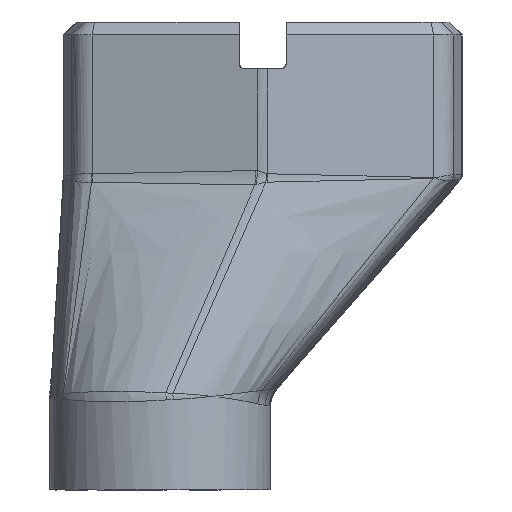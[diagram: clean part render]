
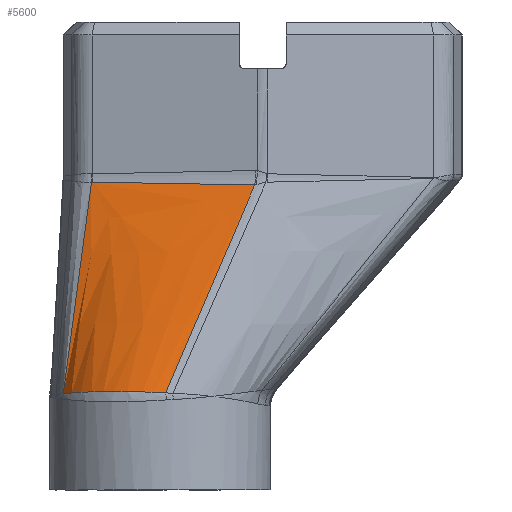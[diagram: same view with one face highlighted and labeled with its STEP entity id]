
A CAD part, left-side view. The second image highlights one B-rep face of the part: STEP entity #5600.
In plain terms, the highlighted free-form (B-spline) face has degree [3, 3] with [10, 4] control points.
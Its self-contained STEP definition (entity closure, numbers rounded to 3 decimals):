
#4082 = EDGE_CURVE('',#4083,#4085,#4087,.T.);
#4083 = VERTEX_POINT('',#4084);
#4084 = CARTESIAN_POINT('',(-59.33,1.339,
    -14.315));
#4085 = VERTEX_POINT('',#4086);
#4086 = CARTESIAN_POINT('',(-53.702,28.737,
    -13.84));
#4087 = B_SPLINE_CURVE_WITH_KNOTS('',3,(#4088,#4089,#4090,#4091,#4092,
    #4093,#4094,#4095,#4096,#4097,#4098,#4099),.UNSPECIFIED.,.F.,.F.,(4,
    1,1,1,1,1,1,1,1,4),(-3.204,-3.09,-2.976,
    -2.747,-2.289,-1.831,-0.916,
    -0.458,-0.229,0.),.UNSPECIFIED.);
#4088 = CARTESIAN_POINT('',(-59.33,1.339,
    -14.315));
#4089 = CARTESIAN_POINT('',(-59.268,1.674,
    -14.317));
#4090 = CARTESIAN_POINT('',(-59.149,2.322,
    -14.328));
#4091 = CARTESIAN_POINT('',(-58.905,3.631,
    -14.341));
#4092 = CARTESIAN_POINT('',(-58.475,5.913,
    -14.36));
#4093 = CARTESIAN_POINT('',(-57.842,9.174,
    -14.364));
#4094 = CARTESIAN_POINT('',(-56.793,14.382,
    -14.327));
#4095 = CARTESIAN_POINT('',(-55.689,19.589,
    -14.218));
#4096 = CARTESIAN_POINT('',(-54.697,24.148,
    -14.051));
#4097 = CARTESIAN_POINT('',(-54.128,26.765,
    -13.936));
#4098 = CARTESIAN_POINT('',(-53.847,28.064,-13.873
    ));
#4099 = CARTESIAN_POINT('',(-53.702,28.737,
    -13.84));
#4209 = VERTEX_POINT('',#4210);
#4210 = CARTESIAN_POINT('',(-53.675,28.864,-13.83
    ));
#4264 = EDGE_CURVE('',#4085,#4209,#4265,.T.);
#4265 = B_SPLINE_CURVE_WITH_KNOTS('',3,(#4266,#4267,#4268,#4269),
  .UNSPECIFIED.,.F.,.F.,(4,4),(0.,0.014),
  .PIECEWISE_BEZIER_KNOTS.);
#4266 = CARTESIAN_POINT('',(-53.702,28.737,
    -13.84));
#4267 = CARTESIAN_POINT('',(-53.694,28.778,
    -13.838));
#4268 = CARTESIAN_POINT('',(-53.685,28.819,
    -13.835));
#4269 = CARTESIAN_POINT('',(-53.675,28.864,-13.83
    ));
#5206 = VERTEX_POINT('',#5207);
#5207 = CARTESIAN_POINT('',(-69.691,16.356,
    -49.348));
#5251 = VERTEX_POINT('',#5252);
#5252 = CARTESIAN_POINT('',(-60.053,33.618,
    -49.505));
#5277 = EDGE_CURVE('',#5251,#5206,#5278,.T.);
#5278 = B_SPLINE_CURVE_WITH_KNOTS('',3,(#5279,#5280,#5281,#5282,#5283,
    #5284,#5285,#5286,#5287,#5288,#5289,#5290,#5291,#5292,#5293),
  .UNSPECIFIED.,.F.,.F.,(4,1,1,1,1,1,1,1,1,1,1,1,4),(-1.854,
    -1.837,-1.821,-1.788,-1.721,
    -1.589,-1.324,-0.795,-0.53,
    -0.265,-0.132,-0.066,0.),
  .UNSPECIFIED.);
#5279 = CARTESIAN_POINT('',(-60.053,33.618,
    -49.505));
#5280 = CARTESIAN_POINT('',(-60.095,33.594,
    -49.503));
#5281 = CARTESIAN_POINT('',(-60.204,33.53,
    -49.493));
#5282 = CARTESIAN_POINT('',(-60.416,33.403,
    -49.477));
#5283 = CARTESIAN_POINT('',(-60.791,33.17,
    -49.447));
#5284 = CARTESIAN_POINT('',(-61.522,32.684,
    -49.393));
#5285 = CARTESIAN_POINT('',(-62.92,31.626,
    -49.298));
#5286 = CARTESIAN_POINT('',(-65.423,29.208,
    -49.166));
#5287 = CARTESIAN_POINT('',(-67.579,25.89,
    -49.114));
#5288 = CARTESIAN_POINT('',(-68.956,22.219,
    -49.14));
#5289 = CARTESIAN_POINT('',(-69.477,19.815,
    -49.196));
#5290 = CARTESIAN_POINT('',(-69.651,18.091,
    -49.262));
#5291 = CARTESIAN_POINT('',(-69.693,17.101,
    -49.308));
#5292 = CARTESIAN_POINT('',(-69.696,16.598,
    -49.337));
#5293 = CARTESIAN_POINT('',(-69.691,16.356,
    -49.348));
#5577 = EDGE_CURVE('',#5206,#4083,#5578,.T.);
#5578 = B_SPLINE_CURVE_WITH_KNOTS('',1,(#5579,#5580),.UNSPECIFIED.,.F.,
  .F.,(2,2),(0.769,45.847),.PIECEWISE_BEZIER_KNOTS.);
#5579 = CARTESIAN_POINT('',(-69.691,16.356,
    -49.348));
#5580 = CARTESIAN_POINT('',(-59.33,1.339,
    -14.315));
#5600 = ADVANCED_FACE('',(#5601),#5612,.F.);
#5601 = FACE_BOUND('',#5602,.F.);
#5602 = EDGE_LOOP('',(#5603,#5604,#5605,#5610,#5611));
#5603 = ORIENTED_EDGE('',*,*,#5577,.F.);
#5604 = ORIENTED_EDGE('',*,*,#5277,.F.);
#5605 = ORIENTED_EDGE('',*,*,#5606,.T.);
#5606 = EDGE_CURVE('',#5251,#4209,#5607,.T.);
#5607 = B_SPLINE_CURVE_WITH_KNOTS('',1,(#5608,#5609),.UNSPECIFIED.,.F.,
  .F.,(2,2),(0.516,42.229),.PIECEWISE_BEZIER_KNOTS.);
#5608 = CARTESIAN_POINT('',(-60.053,33.618,
    -49.505));
#5609 = CARTESIAN_POINT('',(-53.675,28.864,-13.83
    ));
#5610 = ORIENTED_EDGE('',*,*,#4264,.F.);
#5611 = ORIENTED_EDGE('',*,*,#4082,.F.);
#5612 = B_SPLINE_SURFACE_WITH_KNOTS('',3,3,(
    (#5613,#5614,#5615,#5616)
    ,(#5617,#5618,#5619,#5620)
    ,(#5621,#5622,#5623,#5624)
    ,(#5625,#5626,#5627,#5628)
    ,(#5629,#5630,#5631,#5632)
    ,(#5633,#5634,#5635,#5636)
    ,(#5637,#5638,#5639,#5640)
    ,(#5641,#5642,#5643,#5644)
    ,(#5645,#5646,#5647,#5648)
    ,(#5649,#5650,#5651,#5652
    )),.UNSPECIFIED.,.F.,.F.,.F.,(4,1,1,1,1,1,1,4),(4,4),(0.,
    0.143,0.286,0.429,0.571,
    0.714,0.857,1.),(0.012,0.981
    ),.UNSPECIFIED.);
#5613 = CARTESIAN_POINT('',(-69.737,16.423,
    -49.505));
#5614 = CARTESIAN_POINT('',(-66.22,11.326,
    -37.613));
#5615 = CARTESIAN_POINT('',(-62.704,6.228,
    -25.722));
#5616 = CARTESIAN_POINT('',(-59.187,1.131,
    -13.83));
#5617 = CARTESIAN_POINT('',(-69.739,16.482,
    -49.505));
#5618 = CARTESIAN_POINT('',(-66.218,11.391,
    -37.613));
#5619 = CARTESIAN_POINT('',(-62.693,6.3,
    -25.722));
#5620 = CARTESIAN_POINT('',(-59.172,1.209,
    -13.83));
#5621 = CARTESIAN_POINT('',(-69.786,17.374,
    -49.505));
#5622 = CARTESIAN_POINT('',(-66.173,12.379,
    -37.613));
#5623 = CARTESIAN_POINT('',(-62.56,7.384,
    -25.722));
#5624 = CARTESIAN_POINT('',(-58.947,2.389,
    -13.83));
#5625 = CARTESIAN_POINT('',(-69.573,20.387,
    -49.505));
#5626 = CARTESIAN_POINT('',(-65.776,15.715,
    -37.613));
#5627 = CARTESIAN_POINT('',(-61.976,11.044,
    -25.722));
#5628 = CARTESIAN_POINT('',(-58.179,6.371,
    -13.83));
#5629 = CARTESIAN_POINT('',(-68.493,24.296,
    -49.505));
#5630 = CARTESIAN_POINT('',(-64.707,20.099,
    -37.613));
#5631 = CARTESIAN_POINT('',(-60.922,15.902,
    -25.722));
#5632 = CARTESIAN_POINT('',(-57.136,11.705,
    -13.83));
#5633 = CARTESIAN_POINT('',(-66.37,28.171,
    -49.505));
#5634 = CARTESIAN_POINT('',(-62.907,24.623,
    -37.613));
#5635 = CARTESIAN_POINT('',(-59.442,21.075,
    -25.722));
#5636 = CARTESIAN_POINT('',(-55.978,17.527,
    -13.83));
#5637 = CARTESIAN_POINT('',(-63.604,31.212,
    -49.505));
#5638 = CARTESIAN_POINT('',(-60.695,28.467,
    -37.613));
#5639 = CARTESIAN_POINT('',(-57.787,25.722,
    -25.722));
#5640 = CARTESIAN_POINT('',(-54.878,22.976,-13.83
    ));
#5641 = CARTESIAN_POINT('',(-61.067,33.067,
    -49.505));
#5642 = CARTESIAN_POINT('',(-58.717,31.111,
    -37.613));
#5643 = CARTESIAN_POINT('',(-56.366,29.155,
    -25.722));
#5644 = CARTESIAN_POINT('',(-54.016,27.199,
    -13.83));
#5645 = CARTESIAN_POINT('',(-60.171,33.552,
    -49.505));
#5646 = CARTESIAN_POINT('',(-58.021,31.913,
    -37.613));
#5647 = CARTESIAN_POINT('',(-55.871,30.272,
    -25.722));
#5648 = CARTESIAN_POINT('',(-53.721,28.633,
    -13.83));
#5649 = CARTESIAN_POINT('',(-60.053,33.618,
    -49.505));
#5650 = CARTESIAN_POINT('',(-57.927,32.033,
    -37.613));
#5651 = CARTESIAN_POINT('',(-55.801,30.449,
    -25.722));
#5652 = CARTESIAN_POINT('',(-53.675,28.864,-13.83
    ));
